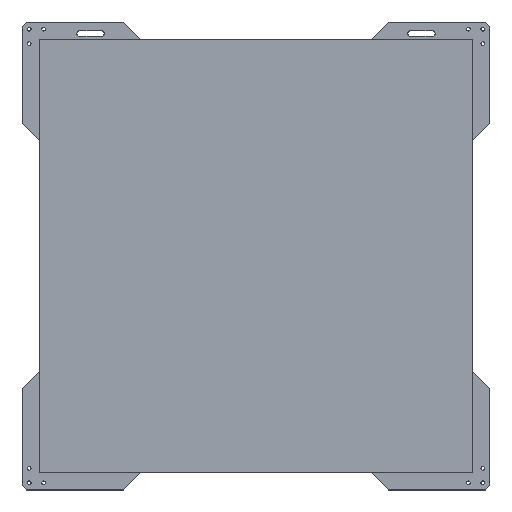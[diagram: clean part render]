
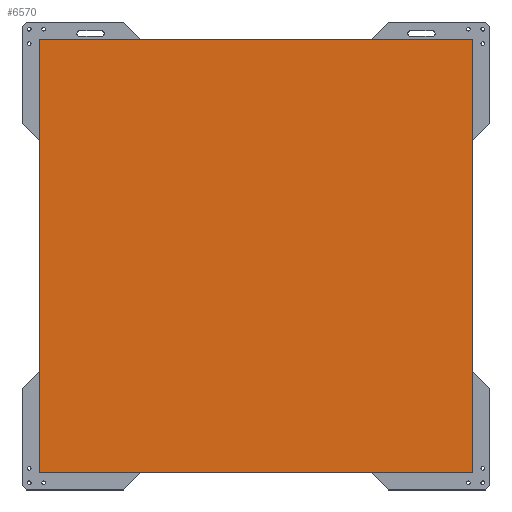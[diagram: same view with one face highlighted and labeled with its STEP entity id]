
A CAD part, top view. The second image highlights one B-rep face of the part: STEP entity #6570.
In plain terms, the highlighted planar face has unit normal (0, 0, 1).
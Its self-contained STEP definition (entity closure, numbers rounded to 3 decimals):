
#6256 = VERTEX_POINT('',#6257);
#6257 = CARTESIAN_POINT('',(-150.15,149.85,14.925));
#6264 = PLANE('',#6265);
#6265 = AXIS2_PLACEMENT_3D('',#6266,#6267,#6268);
#6266 = CARTESIAN_POINT('',(-150.15,149.85,11.75));
#6267 = DIRECTION('',(0.,1.,0.));
#6268 = DIRECTION('',(1.,0.,0.));
#6276 = PLANE('',#6277);
#6277 = AXIS2_PLACEMENT_3D('',#6278,#6279,#6280);
#6278 = CARTESIAN_POINT('',(-150.15,-150.15,11.75));
#6279 = DIRECTION('',(-1.,0.,0.));
#6280 = DIRECTION('',(0.,1.,0.));
#6288 = EDGE_CURVE('',#6256,#6289,#6291,.T.);
#6289 = VERTEX_POINT('',#6290);
#6290 = CARTESIAN_POINT('',(149.85,149.85,14.925));
#6291 = SURFACE_CURVE('',#6292,(#6296,#6303),.PCURVE_S1.);
#6292 = LINE('',#6293,#6294);
#6293 = CARTESIAN_POINT('',(-150.15,149.85,14.925));
#6294 = VECTOR('',#6295,1.);
#6295 = DIRECTION('',(1.,0.,0.));
#6296 = PCURVE('',#6264,#6297);
#6297 = DEFINITIONAL_REPRESENTATION('',(#6298),#6302);
#6298 = LINE('',#6299,#6300);
#6299 = CARTESIAN_POINT('',(0.,-3.175));
#6300 = VECTOR('',#6301,1.);
#6301 = DIRECTION('',(1.,0.));
#6302 = ( GEOMETRIC_REPRESENTATION_CONTEXT(2) 
PARAMETRIC_REPRESENTATION_CONTEXT() REPRESENTATION_CONTEXT('2D SPACE',''
  ) );
#6303 = PCURVE('',#6304,#6309);
#6304 = PLANE('',#6305);
#6305 = AXIS2_PLACEMENT_3D('',#6306,#6307,#6308);
#6306 = CARTESIAN_POINT('',(-150.15,149.85,14.925));
#6307 = DIRECTION('',(0.,0.,1.));
#6308 = DIRECTION('',(1.,0.,0.));
#6309 = DEFINITIONAL_REPRESENTATION('',(#6310),#6314);
#6310 = LINE('',#6311,#6312);
#6311 = CARTESIAN_POINT('',(0.,0.));
#6312 = VECTOR('',#6313,1.);
#6313 = DIRECTION('',(1.,0.));
#6314 = ( GEOMETRIC_REPRESENTATION_CONTEXT(2) 
PARAMETRIC_REPRESENTATION_CONTEXT() REPRESENTATION_CONTEXT('2D SPACE',''
  ) );
#6332 = PLANE('',#6333);
#6333 = AXIS2_PLACEMENT_3D('',#6334,#6335,#6336);
#6334 = CARTESIAN_POINT('',(149.85,149.85,11.75));
#6335 = DIRECTION('',(1.,0.,0.));
#6336 = DIRECTION('',(0.,-1.,0.));
#6374 = EDGE_CURVE('',#6289,#6375,#6377,.T.);
#6375 = VERTEX_POINT('',#6376);
#6376 = CARTESIAN_POINT('',(149.85,-150.15,14.925));
#6377 = SURFACE_CURVE('',#6378,(#6382,#6389),.PCURVE_S1.);
#6378 = LINE('',#6379,#6380);
#6379 = CARTESIAN_POINT('',(149.85,149.85,14.925));
#6380 = VECTOR('',#6381,1.);
#6381 = DIRECTION('',(0.,-1.,0.));
#6382 = PCURVE('',#6332,#6383);
#6383 = DEFINITIONAL_REPRESENTATION('',(#6384),#6388);
#6384 = LINE('',#6385,#6386);
#6385 = CARTESIAN_POINT('',(0.,-3.175));
#6386 = VECTOR('',#6387,1.);
#6387 = DIRECTION('',(1.,0.));
#6388 = ( GEOMETRIC_REPRESENTATION_CONTEXT(2) 
PARAMETRIC_REPRESENTATION_CONTEXT() REPRESENTATION_CONTEXT('2D SPACE',''
  ) );
#6389 = PCURVE('',#6304,#6390);
#6390 = DEFINITIONAL_REPRESENTATION('',(#6391),#6395);
#6391 = LINE('',#6392,#6393);
#6392 = CARTESIAN_POINT('',(300.,0.));
#6393 = VECTOR('',#6394,1.);
#6394 = DIRECTION('',(0.,-1.));
#6395 = ( GEOMETRIC_REPRESENTATION_CONTEXT(2) 
PARAMETRIC_REPRESENTATION_CONTEXT() REPRESENTATION_CONTEXT('2D SPACE',''
  ) );
#6413 = PLANE('',#6414);
#6414 = AXIS2_PLACEMENT_3D('',#6415,#6416,#6417);
#6415 = CARTESIAN_POINT('',(149.85,-150.15,11.75));
#6416 = DIRECTION('',(0.,-1.,0.));
#6417 = DIRECTION('',(-1.,0.,0.));
#6450 = EDGE_CURVE('',#6375,#6451,#6453,.T.);
#6451 = VERTEX_POINT('',#6452);
#6452 = CARTESIAN_POINT('',(-150.15,-150.15,14.925));
#6453 = SURFACE_CURVE('',#6454,(#6458,#6465),.PCURVE_S1.);
#6454 = LINE('',#6455,#6456);
#6455 = CARTESIAN_POINT('',(149.85,-150.15,14.925));
#6456 = VECTOR('',#6457,1.);
#6457 = DIRECTION('',(-1.,0.,0.));
#6458 = PCURVE('',#6413,#6459);
#6459 = DEFINITIONAL_REPRESENTATION('',(#6460),#6464);
#6460 = LINE('',#6461,#6462);
#6461 = CARTESIAN_POINT('',(0.,-3.175));
#6462 = VECTOR('',#6463,1.);
#6463 = DIRECTION('',(1.,0.));
#6464 = ( GEOMETRIC_REPRESENTATION_CONTEXT(2) 
PARAMETRIC_REPRESENTATION_CONTEXT() REPRESENTATION_CONTEXT('2D SPACE',''
  ) );
#6465 = PCURVE('',#6304,#6466);
#6466 = DEFINITIONAL_REPRESENTATION('',(#6467),#6471);
#6467 = LINE('',#6468,#6469);
#6468 = CARTESIAN_POINT('',(300.,-300.));
#6469 = VECTOR('',#6470,1.);
#6470 = DIRECTION('',(-1.,0.));
#6471 = ( GEOMETRIC_REPRESENTATION_CONTEXT(2) 
PARAMETRIC_REPRESENTATION_CONTEXT() REPRESENTATION_CONTEXT('2D SPACE',''
  ) );
#6521 = EDGE_CURVE('',#6451,#6256,#6522,.T.);
#6522 = SURFACE_CURVE('',#6523,(#6527,#6534),.PCURVE_S1.);
#6523 = LINE('',#6524,#6525);
#6524 = CARTESIAN_POINT('',(-150.15,-150.15,14.925));
#6525 = VECTOR('',#6526,1.);
#6526 = DIRECTION('',(0.,1.,0.));
#6527 = PCURVE('',#6276,#6528);
#6528 = DEFINITIONAL_REPRESENTATION('',(#6529),#6533);
#6529 = LINE('',#6530,#6531);
#6530 = CARTESIAN_POINT('',(0.,-3.175));
#6531 = VECTOR('',#6532,1.);
#6532 = DIRECTION('',(1.,0.));
#6533 = ( GEOMETRIC_REPRESENTATION_CONTEXT(2) 
PARAMETRIC_REPRESENTATION_CONTEXT() REPRESENTATION_CONTEXT('2D SPACE',''
  ) );
#6534 = PCURVE('',#6304,#6535);
#6535 = DEFINITIONAL_REPRESENTATION('',(#6536),#6540);
#6536 = LINE('',#6537,#6538);
#6537 = CARTESIAN_POINT('',(0.,-300.));
#6538 = VECTOR('',#6539,1.);
#6539 = DIRECTION('',(0.,1.));
#6540 = ( GEOMETRIC_REPRESENTATION_CONTEXT(2) 
PARAMETRIC_REPRESENTATION_CONTEXT() REPRESENTATION_CONTEXT('2D SPACE',''
  ) );
#6570 = ADVANCED_FACE('',(#6571),#6304,.T.);
#6571 = FACE_BOUND('',#6572,.F.);
#6572 = EDGE_LOOP('',(#6573,#6574,#6575,#6576));
#6573 = ORIENTED_EDGE('',*,*,#6288,.T.);
#6574 = ORIENTED_EDGE('',*,*,#6374,.T.);
#6575 = ORIENTED_EDGE('',*,*,#6450,.T.);
#6576 = ORIENTED_EDGE('',*,*,#6521,.T.);
